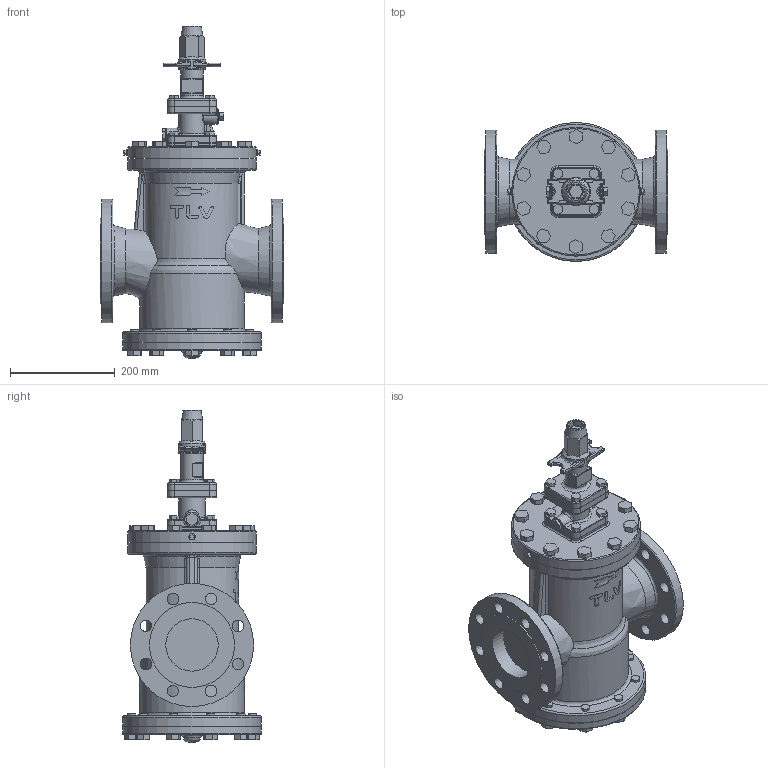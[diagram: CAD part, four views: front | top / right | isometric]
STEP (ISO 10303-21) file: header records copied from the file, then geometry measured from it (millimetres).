
FILE_DESCRIPTION((''),'2;1');
FILE_NAME('csr16-100-e0025-00.stp','2009-08-28T13:36:19',('nakaot'),(''),'Autodesk Inventor 2008','Autodesk Inventor 2008','');
FILE_SCHEMA(('AUTOMOTIVE_DESIGN { 1 0 10303 214 1 1 1 1 }'));
Length unit declared in the file: millimetre
Products named in the file (1): csr16-100-e0025-00
Bounding box: 350 x 265 x 633 mm (x, y, z)
Volume: 16407437.8 mm3; surface area: 865995.1 mm2
Topology: 1 solids, 1 shells, 761 faces, 1865 edges, 1134 vertices
Faces by surface type: plane 327, cylinder 220, bspline 163, torus 27, cone 12, sphere 12
Full cylindrical faces by diameter (mm): 10 x2, 12 x1, 16 x40, 17 x1, 21 x1, 22 x8, 42 x1, 52 x1, 52.893 x1, 57.382 x1, 100 x1, 137.23 x1, 157.458 x1, 162 x2, 200 x1, 235 x2, 245 x2, 265 x2
Entity records: 29986 total; most frequent: CARTESIAN_POINT 13150, ORIENTED_EDGE 3398, DIRECTION 3307, EDGE_CURVE 1699, AXIS2_PLACEMENT_3D 1193, VERTEX_POINT 1112, EDGE_LOOP 1013, VECTOR 921
